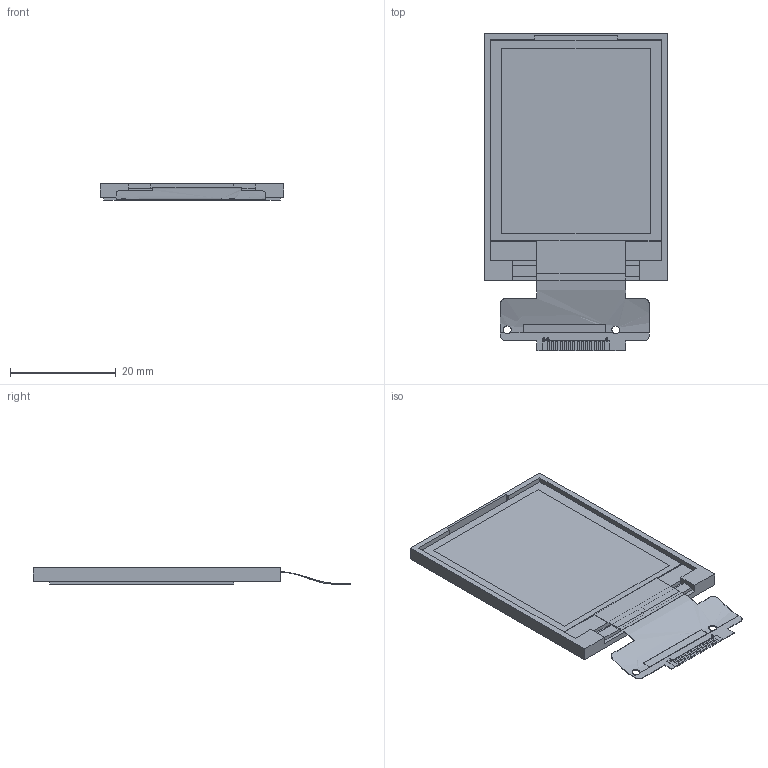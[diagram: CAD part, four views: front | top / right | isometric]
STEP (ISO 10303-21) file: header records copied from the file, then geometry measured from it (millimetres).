
FILE_DESCRIPTION(/* description */ ('Unknown'),/* implementation_level */ '2;1');
FILE_NAME(/* name */ '1.8in TFT (Without Glass)- Flat Mount 1',/* time_stamp */ '2018-10-29T14:04:40-04:00',/* author */ ('Unknown'),/* organization */ ('Unknown'),/* preprocessor_version */ 'ST-DEVELOPER v16.7',/* originating_system */ 'DEX',/* authorisation */ $);
FILE_SCHEMA (('AUTOMOTIVE_DESIGN {1 0 10303 214 3 1 1}'));
Length unit declared in the file: millimetre
Products named in the file (1): 1.8in TFT (Without Glass)- Flat Mount 1
Bounding box: 34.67 x 59.92 x 3.1 mm (x, y, z)
Volume: 3052.6 mm3; surface area: 5209.5 mm2
Topology: 1 solids, 21 shells, 433 faces, 1160 edges, 766 vertices
Faces by surface type: plane 381, bspline 46, cylinder 6
Full cylindrical faces by diameter (mm): 1.473 x2
Entity records: 18327 total; most frequent: CARTESIAN_POINT 5299, ORIENTED_EDGE 2308, DIRECTION 1577, EDGE_CURVE 1154, LINE 785, VECTOR 785, VERTEX_POINT 766, EDGE_LOOP 458
